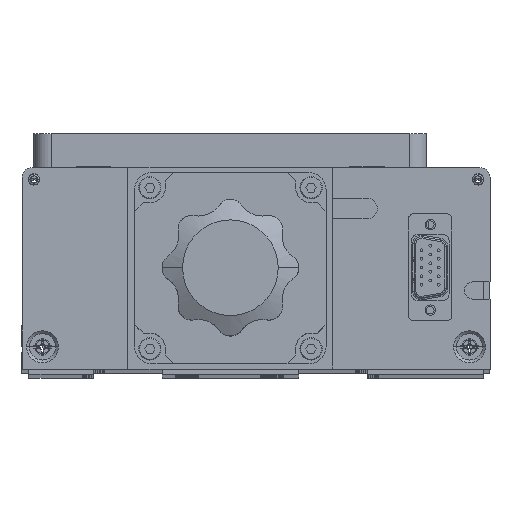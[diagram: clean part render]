
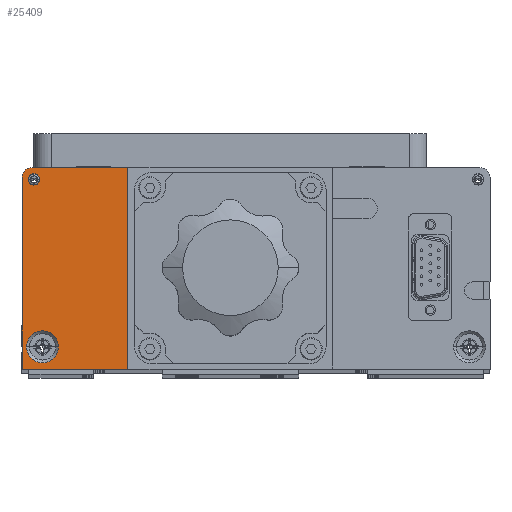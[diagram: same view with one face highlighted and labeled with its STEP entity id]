
A CAD part, top view. The second image highlights one B-rep face of the part: STEP entity #25409.
In plain terms, the highlighted planar face has unit normal (0, 0, 1).
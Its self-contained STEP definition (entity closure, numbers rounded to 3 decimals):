
#100 = CARTESIAN_POINT ( 'NONE',  ( -71.611, -8.918, 355. ) ) ;
#763 = DIRECTION ( 'NONE',  ( 0., 0., 1. ) ) ;
#865 = EDGE_LOOP ( 'NONE', ( #29000, #27433, #25860, #4856, #11971 ) ) ;
#1802 = DIRECTION ( 'NONE',  ( 0., -1., 0. ) ) ;
#2626 = DIRECTION ( 'NONE',  ( -1., 0., 0. ) ) ;
#2975 = DIRECTION ( 'NONE',  ( 1., 0., 0. ) ) ;
#3341 = VERTEX_POINT ( 'NONE', #100 ) ;
#3384 = AXIS2_PLACEMENT_3D ( 'NONE', #11373, #34729, #14703 ) ;
#4856 = ORIENTED_EDGE ( 'NONE', *, *, #20453, .T. ) ;
#5122 = CIRCLE ( 'NONE', #13445, 4.7 ) ;
#5249 = VECTOR ( 'NONE', #2626, 1000. ) ;
#5304 = CARTESIAN_POINT ( 'NONE',  ( -65.611, -2.418, 355. ) ) ;
#5900 = CARTESIAN_POINT ( 'NONE',  ( -68.111, 46.582, 355. ) ) ;
#5903 = LINE ( 'NONE', #31660, #13697 ) ;
#7222 = AXIS2_PLACEMENT_3D ( 'NONE', #8059, #31369, #11378 ) ;
#7715 = VECTOR ( 'NONE', #33690, 1000. ) ;
#7816 = EDGE_LOOP ( 'NONE', ( #36686, #30799 ) ) ;
#7948 = FACE_BOUND ( 'NONE', #7816, .T. ) ;
#8059 = CARTESIAN_POINT ( 'NONE',  ( -68.611, 47.082, 355. ) ) ;
#8545 = EDGE_LOOP ( 'NONE', ( #10387, #33272 ) ) ;
#8636 = DIRECTION ( 'NONE',  ( 1., 0., 0. ) ) ;
#8764 = CARTESIAN_POINT ( 'NONE',  ( -66.461, 46.582, 355. ) ) ;
#8800 = EDGE_CURVE ( 'NONE', #23822, #29538, #24637, .T. ) ;
#9147 = VERTEX_POINT ( 'NONE', #14837 ) ;
#9165 = CARTESIAN_POINT ( 'NONE',  ( -40.611, 50.082, 355. ) ) ;
#9252 = DIRECTION ( 'NONE',  ( 1., 0., 0. ) ) ;
#9329 = VERTEX_POINT ( 'NONE', #39475 ) ;
#10387 = ORIENTED_EDGE ( 'NONE', *, *, #19187, .F. ) ;
#11015 = AXIS2_PLACEMENT_3D ( 'NONE', #5304, #28603, #8636 ) ;
#11373 = CARTESIAN_POINT ( 'NONE',  ( -68.611, 47.082, 355. ) ) ;
#11378 = DIRECTION ( 'NONE',  ( 1., 0., 0. ) ) ;
#11649 = EDGE_CURVE ( 'NONE', #35102, #9329, #27061, .T. ) ;
#11951 = EDGE_CURVE ( 'NONE', #3341, #9147, #25436, .T. ) ;
#11971 = ORIENTED_EDGE ( 'NONE', *, *, #34052, .T. ) ;
#13445 = AXIS2_PLACEMENT_3D ( 'NONE', #20697, #763, #23999 ) ;
#13690 = CARTESIAN_POINT ( 'NONE',  ( -40.611, -8.918, 355. ) ) ;
#13697 = VECTOR ( 'NONE', #1802, 1000. ) ;
#14083 = LINE ( 'NONE', #9165, #5249 ) ;
#14231 = EDGE_CURVE ( 'NONE', #25323, #3341, #5903, .T. ) ;
#14703 = DIRECTION ( 'NONE',  ( 1., 0., 0. ) ) ;
#14837 = CARTESIAN_POINT ( 'NONE',  ( -40.611, -8.918, 355. ) ) ;
#14883 = CARTESIAN_POINT ( 'NONE',  ( -68.611, 50.082, 355. ) ) ;
#15744 = FACE_OUTER_BOUND ( 'NONE', #865, .T. ) ;
#16701 = VECTOR ( 'NONE', #20926, 1000. ) ;
#17930 = PLANE ( 'NONE',  #7222 ) ;
#19187 = EDGE_CURVE ( 'NONE', #29538, #23822, #24811, .T. ) ;
#20453 = EDGE_CURVE ( 'NONE', #9147, #34114, #42233, .T. ) ;
#20590 = CARTESIAN_POINT ( 'NONE',  ( -71.611, 47.082, 355. ) ) ;
#20697 = CARTESIAN_POINT ( 'NONE',  ( -65.611, -2.418, 355. ) ) ;
#20926 = DIRECTION ( 'NONE',  ( 0., 1., 0. ) ) ;
#21071 = CARTESIAN_POINT ( 'NONE',  ( -40.611, 50.082, 355. ) ) ;
#22297 = AXIS2_PLACEMENT_3D ( 'NONE', #5900, #29193, #9252 ) ;
#22881 = DIRECTION ( 'NONE',  ( 0., 0., 1. ) ) ;
#23822 = VERTEX_POINT ( 'NONE', #8764 ) ;
#23999 = DIRECTION ( 'NONE',  ( 1., 0., 0. ) ) ;
#24637 = CIRCLE ( 'NONE', #37972, 1.65 ) ;
#24811 = CIRCLE ( 'NONE', #22297, 1.65 ) ;
#25163 = CIRCLE ( 'NONE', #3384, 3. ) ;
#25323 = VERTEX_POINT ( 'NONE', #20590 ) ;
#25409 = ADVANCED_FACE ( 'NONE', ( #7948, #15744, #42322 ), #17930, .T. ) ;
#25436 = LINE ( 'NONE', #13690, #7715 ) ;
#25860 = ORIENTED_EDGE ( 'NONE', *, *, #11951, .T. ) ;
#27061 = CIRCLE ( 'NONE', #11015, 4.7 ) ;
#27433 = ORIENTED_EDGE ( 'NONE', *, *, #14231, .T. ) ;
#28603 = DIRECTION ( 'NONE',  ( 0., 0., 1. ) ) ;
#29000 = ORIENTED_EDGE ( 'NONE', *, *, #30414, .T. ) ;
#29193 = DIRECTION ( 'NONE',  ( 0., 0., 1. ) ) ;
#29538 = VERTEX_POINT ( 'NONE', #38583 ) ;
#30414 = EDGE_CURVE ( 'NONE', #35072, #25323, #25163, .T. ) ;
#30799 = ORIENTED_EDGE ( 'NONE', *, *, #11649, .F. ) ;
#31369 = DIRECTION ( 'NONE',  ( 0., 0., 1. ) ) ;
#31660 = CARTESIAN_POINT ( 'NONE',  ( -71.611, 47.082, 355. ) ) ;
#33272 = ORIENTED_EDGE ( 'NONE', *, *, #8800, .F. ) ;
#33690 = DIRECTION ( 'NONE',  ( 1., 0., 0. ) ) ;
#34052 = EDGE_CURVE ( 'NONE', #34114, #35072, #14083, .T. ) ;
#34114 = VERTEX_POINT ( 'NONE', #39770 ) ;
#34729 = DIRECTION ( 'NONE',  ( 0., 0., 1. ) ) ;
#35072 = VERTEX_POINT ( 'NONE', #14883 ) ;
#35102 = VERTEX_POINT ( 'NONE', #38374 ) ;
#36044 = EDGE_CURVE ( 'NONE', #9329, #35102, #5122, .T. ) ;
#36686 = ORIENTED_EDGE ( 'NONE', *, *, #36044, .F. ) ;
#37972 = AXIS2_PLACEMENT_3D ( 'NONE', #42868, #22881, #2975 ) ;
#38374 = CARTESIAN_POINT ( 'NONE',  ( -70.311, -2.418, 355. ) ) ;
#38583 = CARTESIAN_POINT ( 'NONE',  ( -69.761, 46.582, 355. ) ) ;
#39475 = CARTESIAN_POINT ( 'NONE',  ( -60.911, -2.418, 355. ) ) ;
#39770 = CARTESIAN_POINT ( 'NONE',  ( -40.611, 50.082, 355. ) ) ;
#42233 = LINE ( 'NONE', #21071, #16701 ) ;
#42322 = FACE_BOUND ( 'NONE', #8545, .T. ) ;
#42868 = CARTESIAN_POINT ( 'NONE',  ( -68.111, 46.582, 355. ) ) ;
